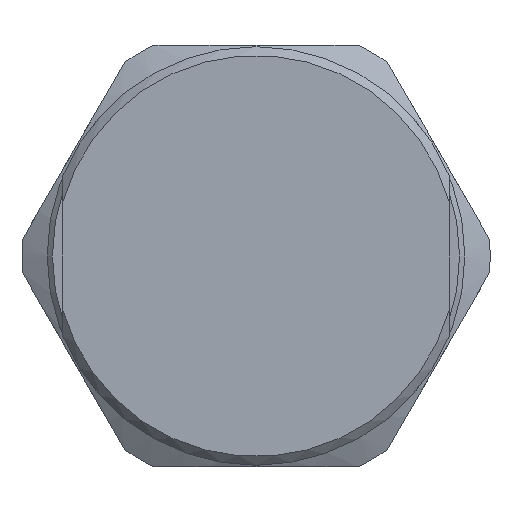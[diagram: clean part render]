
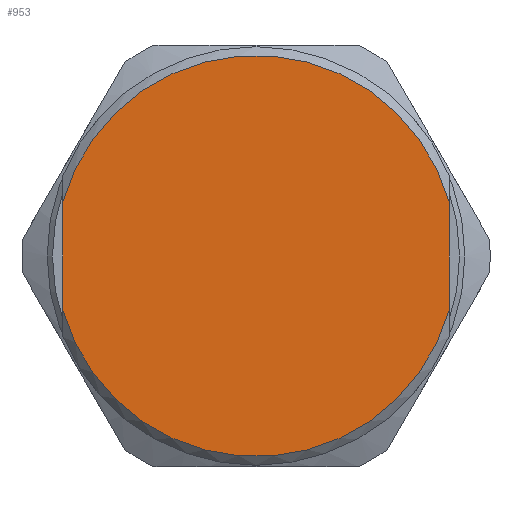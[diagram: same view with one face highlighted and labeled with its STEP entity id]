
A CAD part, left-side view. The second image highlights one B-rep face of the part: STEP entity #953.
In plain terms, the highlighted planar face has unit normal (-1, 0, 0).
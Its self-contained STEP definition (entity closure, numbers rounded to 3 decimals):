
#315 = VERTEX_POINT ( 'NONE', #352 ) ;
#352 = CARTESIAN_POINT ( 'NONE',  ( -5., -11., -3.087 ) ) ;
#367 = VECTOR ( 'NONE', #759, 1000. ) ;
#629 = DIRECTION ( 'NONE',  ( -1., 0., 0. ) ) ;
#759 = DIRECTION ( 'NONE',  ( 0., 0., 1. ) ) ;
#799 = CARTESIAN_POINT ( 'NONE',  ( -5., 11., 13.632 ) ) ;
#834 = CARTESIAN_POINT ( 'NONE',  ( -5., 11., -3.087 ) ) ;
#865 = DIRECTION ( 'NONE',  ( -1., 0., 0. ) ) ;
#953 = ADVANCED_FACE ( 'NONE', ( #4674 ), #3202, .T. ) ;
#956 = VECTOR ( 'NONE', #2755, 1000. ) ;
#1067 = CARTESIAN_POINT ( 'NONE',  ( -5., 0., 0. ) ) ;
#1261 = DIRECTION ( 'NONE',  ( 0., -1., 0. ) ) ;
#1414 = EDGE_CURVE ( 'NONE', #2994, #3361, #3751, .T. ) ;
#1463 = DIRECTION ( 'NONE',  ( -1., 0., 0. ) ) ;
#1610 = EDGE_CURVE ( 'NONE', #2994, #315, #2048, .T. ) ;
#1612 = ORIENTED_EDGE ( 'NONE', *, *, #4808, .F. ) ;
#2048 = CIRCLE ( 'NONE', #2766, 11.425 ) ;
#2125 = EDGE_CURVE ( 'NONE', #4457, #3361, #3525, .T. ) ;
#2167 = CARTESIAN_POINT ( 'NONE',  ( -5., 0., 0. ) ) ;
#2400 = CARTESIAN_POINT ( 'NONE',  ( -5., -11., 8.53 ) ) ;
#2755 = DIRECTION ( 'NONE',  ( 0., 0., -1. ) ) ;
#2766 = AXIS2_PLACEMENT_3D ( 'NONE', #2167, #629, #4533 ) ;
#2871 = AXIS2_PLACEMENT_3D ( 'NONE', #4421, #865, #1261 ) ;
#2994 = VERTEX_POINT ( 'NONE', #834 ) ;
#3033 = CARTESIAN_POINT ( 'NONE',  ( -5., -11., 3.087 ) ) ;
#3182 = EDGE_LOOP ( 'NONE', ( #4390, #3580, #1612, #3859 ) ) ;
#3202 = PLANE ( 'NONE',  #2871 ) ;
#3361 = VERTEX_POINT ( 'NONE', #3391 ) ;
#3391 = CARTESIAN_POINT ( 'NONE',  ( -5., 11., 3.087 ) ) ;
#3525 = CIRCLE ( 'NONE', #3766, 11.425 ) ;
#3580 = ORIENTED_EDGE ( 'NONE', *, *, #1610, .T. ) ;
#3751 = LINE ( 'NONE', #799, #367 ) ;
#3766 = AXIS2_PLACEMENT_3D ( 'NONE', #1067, #1463, #4168 ) ;
#3859 = ORIENTED_EDGE ( 'NONE', *, *, #2125, .T. ) ;
#4123 = LINE ( 'NONE', #2400, #956 ) ;
#4168 = DIRECTION ( 'NONE',  ( 0., -1., 0. ) ) ;
#4390 = ORIENTED_EDGE ( 'NONE', *, *, #1414, .F. ) ;
#4421 = CARTESIAN_POINT ( 'NONE',  ( -5., 0., 0. ) ) ;
#4457 = VERTEX_POINT ( 'NONE', #3033 ) ;
#4533 = DIRECTION ( 'NONE',  ( 0., -1., 0. ) ) ;
#4674 = FACE_OUTER_BOUND ( 'NONE', #3182, .T. ) ;
#4808 = EDGE_CURVE ( 'NONE', #4457, #315, #4123, .T. ) ;
